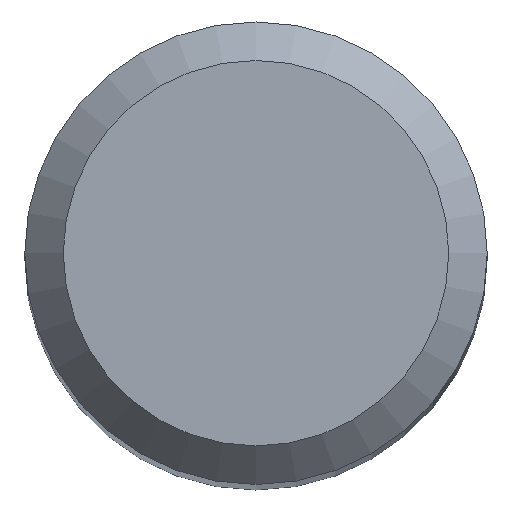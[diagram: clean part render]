
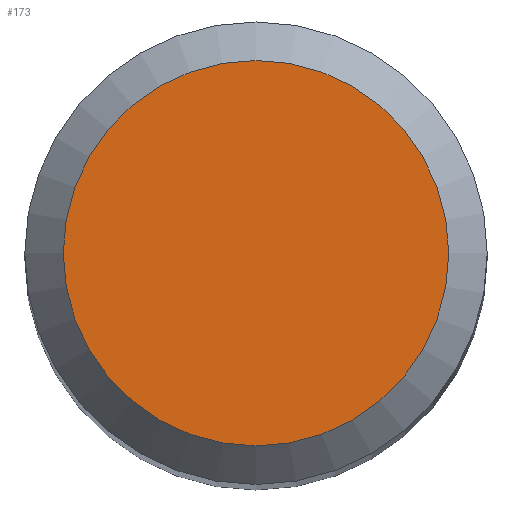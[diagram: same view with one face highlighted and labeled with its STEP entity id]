
A CAD part, top view. The second image highlights one B-rep face of the part: STEP entity #173.
In plain terms, the highlighted planar face has unit normal (0, 0, 1).
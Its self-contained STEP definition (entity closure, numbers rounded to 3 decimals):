
#15 = CIRCLE ( 'NONE', #199, 2.5 ) ;
#19 = CARTESIAN_POINT ( 'NONE',  ( 0., 0., 57. ) ) ;
#31 = DIRECTION ( 'NONE',  ( 0., 1., 0. ) ) ;
#75 = ORIENTED_EDGE ( 'NONE', *, *, #121, .F. ) ;
#85 = AXIS2_PLACEMENT_3D ( 'NONE', #196, #107, #31 ) ;
#107 = DIRECTION ( 'NONE',  ( 0., 0., -1. ) ) ;
#108 = DIRECTION ( 'NONE',  ( 0., 1., 0. ) ) ;
#113 = VERTEX_POINT ( 'NONE', #243 ) ;
#121 = EDGE_CURVE ( 'NONE', #113, #113, #15, .T. ) ;
#123 = PLANE ( 'NONE',  #85 ) ;
#162 = FACE_OUTER_BOUND ( 'NONE', #208, .T. ) ;
#173 = ADVANCED_FACE ( 'NONE', ( #162 ), #123, .F. ) ;
#180 = DIRECTION ( 'NONE',  ( 0., 0., -1. ) ) ;
#196 = CARTESIAN_POINT ( 'NONE',  ( 0., 0., 57. ) ) ;
#199 = AXIS2_PLACEMENT_3D ( 'NONE', #19, #180, #108 ) ;
#208 = EDGE_LOOP ( 'NONE', ( #75 ) ) ;
#243 = CARTESIAN_POINT ( 'NONE',  ( 0., 2.5, 57. ) ) ;
